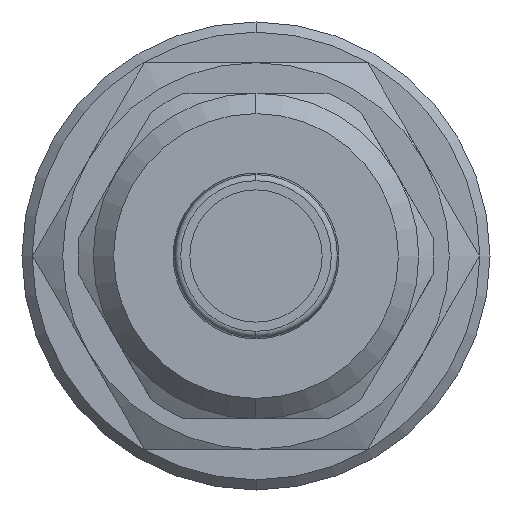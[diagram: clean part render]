
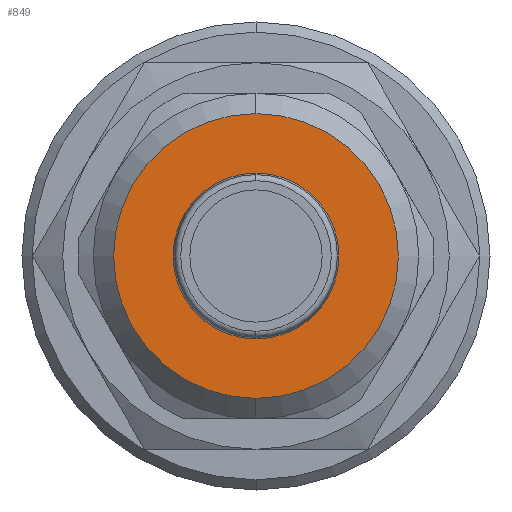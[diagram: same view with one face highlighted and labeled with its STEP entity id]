
A CAD part, front view. The second image highlights one B-rep face of the part: STEP entity #849.
In plain terms, the highlighted planar face has unit normal (0, -1, 0).
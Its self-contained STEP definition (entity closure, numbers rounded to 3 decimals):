
#177 = DIRECTION ( 'NONE',  ( 0., 0., -1. ) ) ;
#178 = DIRECTION ( 'NONE',  ( 0., 1., 0. ) ) ;
#179 = CARTESIAN_POINT ( 'NONE',  ( 0., -29.5, 0. ) ) ;
#213 = CARTESIAN_POINT ( 'NONE',  ( 0., -29.5, 7. ) ) ;
#214 = CARTESIAN_POINT ( 'NONE',  ( 0., -29.5, -7. ) ) ;
#224 = CARTESIAN_POINT ( 'NONE',  ( 0., -29.5, 4.075 ) ) ;
#225 = CARTESIAN_POINT ( 'NONE',  ( 0., -29.5, -4.075 ) ) ;
#468 = DIRECTION ( 'NONE',  ( 0., 0., -1. ) ) ;
#469 = DIRECTION ( 'NONE',  ( 0., -1., 0. ) ) ;
#470 = CARTESIAN_POINT ( 'NONE',  ( 7., -29.5, 0. ) ) ;
#472 = PLANE ( 'NONE',  #2673 ) ;
#849 = ADVANCED_FACE ( 'NONE', ( #1328, #1329 ), #472, .T. ) ;
#936 = DIRECTION ( 'NONE',  ( 0., 0., -1. ) ) ;
#937 = DIRECTION ( 'NONE',  ( 0., -1., 0. ) ) ;
#939 = CARTESIAN_POINT ( 'NONE',  ( 0., -29.5, 0. ) ) ;
#1241 = ORIENTED_EDGE ( 'NONE', *, *, #1843, .F. ) ;
#1242 = ORIENTED_EDGE ( 'NONE', *, *, #1723, .F. ) ;
#1243 = ORIENTED_EDGE ( 'NONE', *, *, #1768, .F. ) ;
#1244 = ORIENTED_EDGE ( 'NONE', *, *, #1830, .F. ) ;
#1328 = FACE_OUTER_BOUND ( 'NONE', #1513, .T. ) ;
#1329 = FACE_BOUND ( 'NONE', #1514, .T. ) ;
#1513 = EDGE_LOOP ( 'NONE', ( #1241, #1242 ) ) ;
#1514 = EDGE_LOOP ( 'NONE', ( #1243, #1244 ) ) ;
#1576 = VERTEX_POINT ( 'NONE', #225 ) ;
#1577 = VERTEX_POINT ( 'NONE', #224 ) ;
#1587 = VERTEX_POINT ( 'NONE', #214 ) ;
#1588 = VERTEX_POINT ( 'NONE', #213 ) ;
#1688 = AXIS2_PLACEMENT_3D ( 'NONE', #2212, #2213, #2214 ) ;
#1690 = CIRCLE ( 'NONE', #1688, 7. ) ;
#1713 = AXIS2_PLACEMENT_3D ( 'NONE', #2179, #2180, #2181 ) ;
#1714 = CIRCLE ( 'NONE', #1713, 4.075 ) ;
#1723 = EDGE_CURVE ( 'NONE', #1588, #1587, #2605, .T. ) ;
#1768 = EDGE_CURVE ( 'NONE', #1577, #1576, #2555, .T. ) ;
#1830 = EDGE_CURVE ( 'NONE', #1576, #1577, #1714, .T. ) ;
#1843 = EDGE_CURVE ( 'NONE', #1587, #1588, #1690, .T. ) ;
#2179 = CARTESIAN_POINT ( 'NONE',  ( 0., -29.5, 0. ) ) ;
#2180 = DIRECTION ( 'NONE',  ( 0., -1., 0. ) ) ;
#2181 = DIRECTION ( 'NONE',  ( 0., 0., -1. ) ) ;
#2212 = CARTESIAN_POINT ( 'NONE',  ( 0., -29.5, 0. ) ) ;
#2213 = DIRECTION ( 'NONE',  ( 0., 1., 0. ) ) ;
#2214 = DIRECTION ( 'NONE',  ( 0., 0., -1. ) ) ;
#2554 = AXIS2_PLACEMENT_3D ( 'NONE', #939, #937, #936 ) ;
#2555 = CIRCLE ( 'NONE', #2554, 4.075 ) ;
#2604 = AXIS2_PLACEMENT_3D ( 'NONE', #179, #178, #177 ) ;
#2605 = CIRCLE ( 'NONE', #2604, 7. ) ;
#2673 = AXIS2_PLACEMENT_3D ( 'NONE', #470, #469, #468 ) ;
